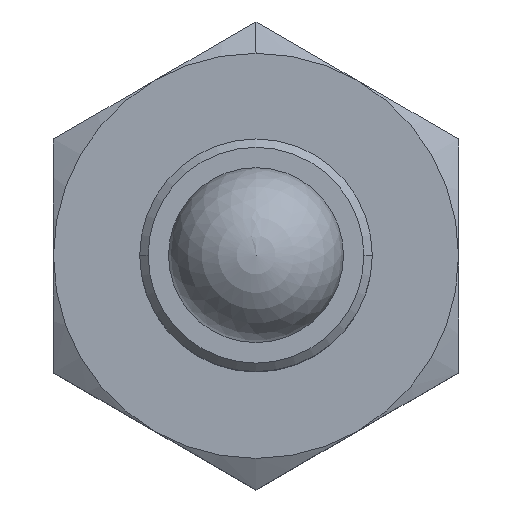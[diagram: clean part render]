
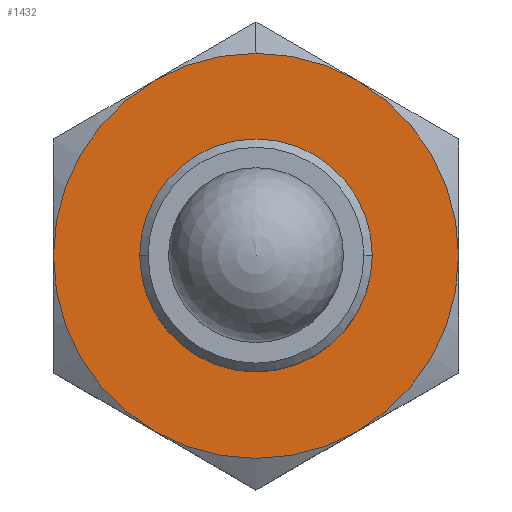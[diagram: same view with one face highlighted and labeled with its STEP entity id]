
A CAD part, top view. The second image highlights one B-rep face of the part: STEP entity #1432.
In plain terms, the highlighted planar face has unit normal (0, 0, 1).
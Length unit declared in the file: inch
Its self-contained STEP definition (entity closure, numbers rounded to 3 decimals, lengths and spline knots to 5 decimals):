
#27 = EDGE_LOOP ( 'NONE', ( #1082, #1352 ) ) ;
#47 = CIRCLE ( 'NONE', #1026, 0.21775 ) ;
#91 = DIRECTION ( 'NONE',  ( 0., 0., -1. ) ) ;
#100 = DIRECTION ( 'NONE',  ( 0., 1., 0. ) ) ;
#113 = DIRECTION ( 'NONE',  ( 0., 0., -1. ) ) ;
#133 = EDGE_CURVE ( 'NONE', #984, #1064, #404, .T. ) ;
#146 = VERTEX_POINT ( 'NONE', #1503 ) ;
#165 = AXIS2_PLACEMENT_3D ( 'NONE', #1518, #333, #100 ) ;
#205 = CARTESIAN_POINT ( 'NONE',  ( 0., 0.00312, 0.164 ) ) ;
#207 = DIRECTION ( 'NONE',  ( 0., -1., 0. ) ) ;
#209 = EDGE_CURVE ( 'NONE', #422, #1600, #809, .T. ) ;
#214 = ORIENTED_EDGE ( 'NONE', *, *, #1091, .F. ) ;
#274 = EDGE_LOOP ( 'NONE', ( #214, #1315, #315, #1207, #458, #1553, #1219 ) ) ;
#310 = AXIS2_PLACEMENT_3D ( 'NONE', #1439, #1462, #944 ) ;
#315 = ORIENTED_EDGE ( 'NONE', *, *, #350, .F. ) ;
#333 = DIRECTION ( 'NONE',  ( 0., 0., -1. ) ) ;
#350 = EDGE_CURVE ( 'NONE', #1064, #422, #47, .T. ) ;
#370 = DIRECTION ( 'NONE',  ( 0., 1., 0. ) ) ;
#404 = CIRCLE ( 'NONE', #1178, 0.21775 ) ;
#422 = VERTEX_POINT ( 'NONE', #1108 ) ;
#424 = AXIS2_PLACEMENT_3D ( 'NONE', #205, #479, #207 ) ;
#433 = AXIS2_PLACEMENT_3D ( 'NONE', #1648, #113, #1141 ) ;
#455 = CARTESIAN_POINT ( 'NONE',  ( 0., -0.09338, 0.164 ) ) ;
#458 = ORIENTED_EDGE ( 'NONE', *, *, #1604, .F. ) ;
#475 = DIRECTION ( 'NONE',  ( 0., 0., -1. ) ) ;
#479 = DIRECTION ( 'NONE',  ( 0., 0., -1. ) ) ;
#491 = VERTEX_POINT ( 'NONE', #455 ) ;
#514 = AXIS2_PLACEMENT_3D ( 'NONE', #1449, #673, #1183 ) ;
#515 = CARTESIAN_POINT ( 'NONE',  ( 0., 0., 0.164 ) ) ;
#539 = EDGE_CURVE ( 'NONE', #491, #1184, #970, .T. ) ;
#576 = VERTEX_POINT ( 'NONE', #1276 ) ;
#646 = DIRECTION ( 'NONE',  ( 0., 0., -1. ) ) ;
#651 = EDGE_CURVE ( 'NONE', #146, #955, #1451, .T. ) ;
#673 = DIRECTION ( 'NONE',  ( 0., 0., -1. ) ) ;
#710 = CARTESIAN_POINT ( 'NONE',  ( 0., 0., 0.164 ) ) ;
#716 = CARTESIAN_POINT ( 'NONE',  ( 0.21775, 0., 0.164 ) ) ;
#733 = DIRECTION ( 'NONE',  ( 0., 1., 0. ) ) ;
#734 = CARTESIAN_POINT ( 'NONE',  ( 0., 0., 0.164 ) ) ;
#777 = DIRECTION ( 'NONE',  ( 0., 1., 0. ) ) ;
#794 = EDGE_CURVE ( 'NONE', #1184, #491, #1245, .T. ) ;
#795 = AXIS2_PLACEMENT_3D ( 'NONE', #734, #91, #978 ) ;
#809 = CIRCLE ( 'NONE', #433, 0.21775 ) ;
#824 = CARTESIAN_POINT ( 'NONE',  ( 0., 0.21775, 0.164 ) ) ;
#825 = CIRCLE ( 'NONE', #1403, 0.21775 ) ;
#827 = FACE_BOUND ( 'NONE', #27, .T. ) ;
#911 = CIRCLE ( 'NONE', #795, 0.21775 ) ;
#944 = DIRECTION ( 'NONE',  ( 1., 0., 0. ) ) ;
#955 = VERTEX_POINT ( 'NONE', #824 ) ;
#970 = CIRCLE ( 'NONE', #424, 0.0965 ) ;
#978 = DIRECTION ( 'NONE',  ( 0., 1., 0. ) ) ;
#984 = VERTEX_POINT ( 'NONE', #716 ) ;
#985 = DIRECTION ( 'NONE',  ( 0., 1., 0. ) ) ;
#1003 = EDGE_CURVE ( 'NONE', #955, #576, #911, .T. ) ;
#1026 = AXIS2_PLACEMENT_3D ( 'NONE', #515, #646, #777 ) ;
#1064 = VERTEX_POINT ( 'NONE', #1233 ) ;
#1071 = CIRCLE ( 'NONE', #165, 0.21775 ) ;
#1076 = AXIS2_PLACEMENT_3D ( 'NONE', #1536, #1525, #370 ) ;
#1082 = ORIENTED_EDGE ( 'NONE', *, *, #539, .T. ) ;
#1091 = EDGE_CURVE ( 'NONE', #1600, #146, #1071, .T. ) ;
#1108 = CARTESIAN_POINT ( 'NONE',  ( -0.10887, -0.18858, 0.164 ) ) ;
#1141 = DIRECTION ( 'NONE',  ( 0., 1., 0. ) ) ;
#1178 = AXIS2_PLACEMENT_3D ( 'NONE', #710, #1239, #985 ) ;
#1183 = DIRECTION ( 'NONE',  ( 0., -1., 0. ) ) ;
#1184 = VERTEX_POINT ( 'NONE', #1528 ) ;
#1207 = ORIENTED_EDGE ( 'NONE', *, *, #133, .F. ) ;
#1219 = ORIENTED_EDGE ( 'NONE', *, *, #651, .F. ) ;
#1233 = CARTESIAN_POINT ( 'NONE',  ( 0.10887, -0.18858, 0.164 ) ) ;
#1239 = DIRECTION ( 'NONE',  ( 0., 0., -1. ) ) ;
#1240 = CARTESIAN_POINT ( 'NONE',  ( -0.21775, 0., 0.164 ) ) ;
#1245 = CIRCLE ( 'NONE', #514, 0.0965 ) ;
#1252 = FACE_OUTER_BOUND ( 'NONE', #274, .T. ) ;
#1276 = CARTESIAN_POINT ( 'NONE',  ( 0.10887, 0.18858, 0.164 ) ) ;
#1315 = ORIENTED_EDGE ( 'NONE', *, *, #209, .F. ) ;
#1352 = ORIENTED_EDGE ( 'NONE', *, *, #794, .T. ) ;
#1403 = AXIS2_PLACEMENT_3D ( 'NONE', #1629, #475, #733 ) ;
#1432 = ADVANCED_FACE ( 'NONE', ( #1252, #827 ), #1460, .T. ) ;
#1439 = CARTESIAN_POINT ( 'NONE',  ( 0., 0., 0.164 ) ) ;
#1449 = CARTESIAN_POINT ( 'NONE',  ( 0., 0.00312, 0.164 ) ) ;
#1451 = CIRCLE ( 'NONE', #1076, 0.21775 ) ;
#1460 = PLANE ( 'NONE',  #310 ) ;
#1462 = DIRECTION ( 'NONE',  ( 0., 0., 1. ) ) ;
#1503 = CARTESIAN_POINT ( 'NONE',  ( -0.10887, 0.18858, 0.164 ) ) ;
#1518 = CARTESIAN_POINT ( 'NONE',  ( 0., 0., 0.164 ) ) ;
#1525 = DIRECTION ( 'NONE',  ( 0., 0., -1. ) ) ;
#1528 = CARTESIAN_POINT ( 'NONE',  ( 0., 0.09962, 0.164 ) ) ;
#1536 = CARTESIAN_POINT ( 'NONE',  ( 0., 0., 0.164 ) ) ;
#1553 = ORIENTED_EDGE ( 'NONE', *, *, #1003, .F. ) ;
#1600 = VERTEX_POINT ( 'NONE', #1240 ) ;
#1604 = EDGE_CURVE ( 'NONE', #576, #984, #825, .T. ) ;
#1629 = CARTESIAN_POINT ( 'NONE',  ( 0., 0., 0.164 ) ) ;
#1648 = CARTESIAN_POINT ( 'NONE',  ( 0., 0., 0.164 ) ) ;
